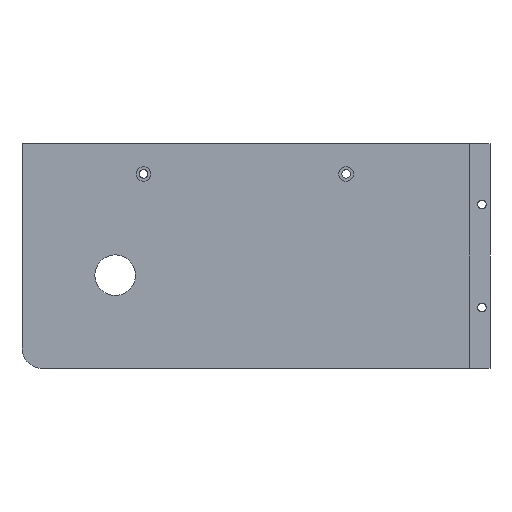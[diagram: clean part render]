
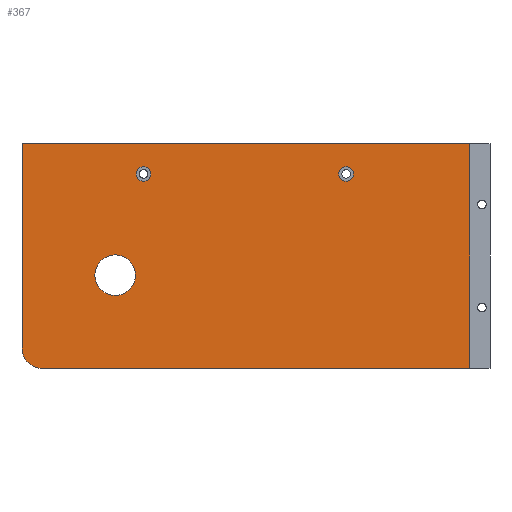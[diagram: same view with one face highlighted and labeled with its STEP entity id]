
A CAD part, front view. The second image highlights one B-rep face of the part: STEP entity #367.
In plain terms, the highlighted planar face has unit normal (0, -1, 0).
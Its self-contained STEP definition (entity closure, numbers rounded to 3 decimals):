
#21=FACE_BOUND('',#79,.T.);
#22=FACE_BOUND('',#80,.T.);
#23=FACE_BOUND('',#81,.T.);
#32=PLANE('',#428);
#52=FACE_OUTER_BOUND('',#78,.T.);
#78=EDGE_LOOP('',(#304,#305,#306,#307,#308));
#79=EDGE_LOOP('',(#309));
#80=EDGE_LOOP('',(#310));
#81=EDGE_LOOP('',(#311));
#110=LINE('',#625,#140);
#111=LINE('',#627,#141);
#112=LINE('',#629,#142);
#113=LINE('',#630,#143);
#140=VECTOR('',#522,10.);
#141=VECTOR('',#523,10.);
#142=VECTOR('',#524,10.);
#143=VECTOR('',#525,10.);
#150=CIRCLE('',#397,3.6);
#153=CIRCLE('',#402,3.6);
#165=CIRCLE('',#424,10.05);
#167=CIRCLE('',#427,10.1);
#168=VERTEX_POINT('',#544);
#171=VERTEX_POINT('',#553);
#191=VERTEX_POINT('',#611);
#194=VERTEX_POINT('',#618);
#195=VERTEX_POINT('',#620);
#196=VERTEX_POINT('',#624);
#197=VERTEX_POINT('',#626);
#198=VERTEX_POINT('',#628);
#200=EDGE_CURVE('',#168,#168,#150,.T.);
#204=EDGE_CURVE('',#171,#171,#153,.T.);
#233=EDGE_CURVE('',#191,#191,#165,.T.);
#236=EDGE_CURVE('',#194,#195,#167,.T.);
#238=EDGE_CURVE('',#196,#194,#110,.T.);
#239=EDGE_CURVE('',#197,#196,#111,.T.);
#240=EDGE_CURVE('',#198,#197,#112,.T.);
#241=EDGE_CURVE('',#195,#198,#113,.T.);
#304=ORIENTED_EDGE('',*,*,#236,.F.);
#305=ORIENTED_EDGE('',*,*,#238,.F.);
#306=ORIENTED_EDGE('',*,*,#239,.F.);
#307=ORIENTED_EDGE('',*,*,#240,.F.);
#308=ORIENTED_EDGE('',*,*,#241,.F.);
#309=ORIENTED_EDGE('',*,*,#200,.T.);
#310=ORIENTED_EDGE('',*,*,#204,.T.);
#311=ORIENTED_EDGE('',*,*,#233,.T.);
#367=ADVANCED_FACE('',(#52,#21,#22,#23),#32,.F.);
#397=AXIS2_PLACEMENT_3D('',#545,#438,#439);
#402=AXIS2_PLACEMENT_3D('',#554,#449,#450);
#424=AXIS2_PLACEMENT_3D('',#613,#510,#511);
#427=AXIS2_PLACEMENT_3D('',#621,#517,#518);
#428=AXIS2_PLACEMENT_3D('',#623,#520,#521);
#438=DIRECTION('center_axis',(0.,1.,0.));
#439=DIRECTION('ref_axis',(1.,0.,0.));
#449=DIRECTION('center_axis',(0.,1.,0.));
#450=DIRECTION('ref_axis',(1.,0.,0.));
#510=DIRECTION('center_axis',(0.,1.,0.));
#511=DIRECTION('ref_axis',(1.,0.,0.));
#517=DIRECTION('center_axis',(0.,1.,0.));
#518=DIRECTION('ref_axis',(-0.707,0.,-0.707));
#520=DIRECTION('center_axis',(0.,1.,0.));
#521=DIRECTION('ref_axis',(0.,0.,1.));
#522=DIRECTION('',(-1.,0.,0.));
#523=DIRECTION('',(0.,0.,-1.));
#524=DIRECTION('',(1.,0.,0.));
#525=DIRECTION('',(0.,0.,1.));
#544=CARTESIAN_POINT('',(45.9,0.,40.5));
#545=CARTESIAN_POINT('Origin',(49.5,0.,40.5));
#553=CARTESIAN_POINT('',(-54.1,0.,40.5));
#554=CARTESIAN_POINT('Origin',(-50.5,0.,40.5));
#611=CARTESIAN_POINT('',(-74.55,0.,-9.5));
#613=CARTESIAN_POINT('Origin',(-64.5,0.,-9.5));
#618=CARTESIAN_POINT('',(-100.4,0.,-55.5));
#620=CARTESIAN_POINT('',(-110.5,0.,-45.4));
#621=CARTESIAN_POINT('Origin',(-100.4,0.,-45.4));
#623=CARTESIAN_POINT('Origin',(0.,0.,0.));
#624=CARTESIAN_POINT('',(110.5,0.,-55.5));
#625=CARTESIAN_POINT('',(110.5,0.,-55.5));
#626=CARTESIAN_POINT('',(110.5,0.,55.5));
#627=CARTESIAN_POINT('',(110.5,0.,55.5));
#628=CARTESIAN_POINT('',(-110.5,0.,55.5));
#629=CARTESIAN_POINT('',(-110.5,0.,55.5));
#630=CARTESIAN_POINT('',(-110.5,0.,-55.5));
